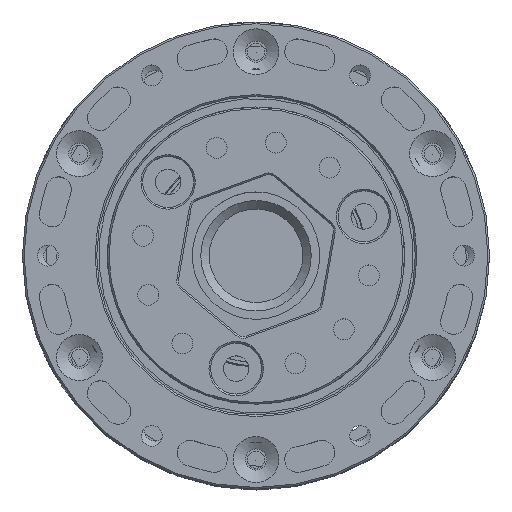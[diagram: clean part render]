
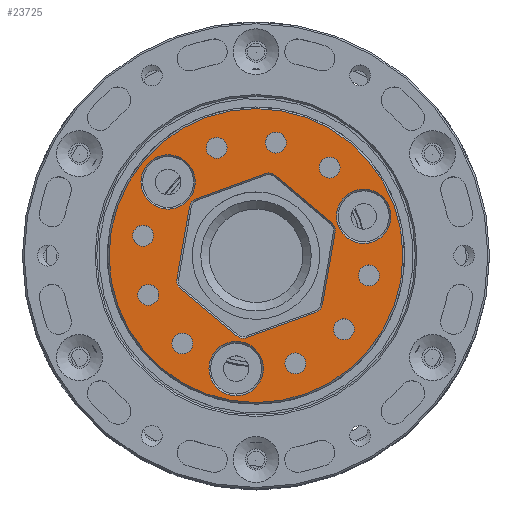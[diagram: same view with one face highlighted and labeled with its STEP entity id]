
A CAD part, top view. The second image highlights one B-rep face of the part: STEP entity #23725.
In plain terms, the highlighted planar face has unit normal (0, 0, 1).
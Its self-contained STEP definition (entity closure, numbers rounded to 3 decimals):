
#1064=LINE('',#35835,#3489);
#1065=LINE('',#35839,#3490);
#1066=LINE('',#35843,#3491);
#1067=LINE('',#35847,#3492);
#1068=LINE('',#35851,#3493);
#1069=LINE('',#35855,#3494);
#3489=VECTOR('',#28825,10.);
#3490=VECTOR('',#28828,10.);
#3491=VECTOR('',#28831,10.);
#3492=VECTOR('',#28834,10.);
#3493=VECTOR('',#28837,10.);
#3494=VECTOR('',#28840,10.);
#5609=FACE_BOUND('',#7399,.T.);
#5610=FACE_BOUND('',#7400,.T.);
#5611=FACE_BOUND('',#7401,.T.);
#5612=FACE_BOUND('',#7402,.T.);
#5613=FACE_BOUND('',#7403,.T.);
#5614=FACE_BOUND('',#7404,.T.);
#5615=FACE_BOUND('',#7405,.T.);
#5616=FACE_BOUND('',#7406,.T.);
#5617=FACE_BOUND('',#7407,.T.);
#5618=FACE_BOUND('',#7408,.T.);
#5619=FACE_BOUND('',#7409,.T.);
#5620=FACE_BOUND('',#7410,.T.);
#5621=FACE_BOUND('',#7411,.T.);
#6046=FACE_OUTER_BOUND('',#7398,.T.);
#7398=EDGE_LOOP('',(#16515));
#7399=EDGE_LOOP('',(#16516));
#7400=EDGE_LOOP('',(#16517,#16518,#16519,#16520,#16521,#16522,#16523,#16524,
#16525,#16526,#16527,#16528));
#7401=EDGE_LOOP('',(#16529));
#7402=EDGE_LOOP('',(#16530));
#7403=EDGE_LOOP('',(#16531));
#7404=EDGE_LOOP('',(#16532));
#7405=EDGE_LOOP('',(#16533));
#7406=EDGE_LOOP('',(#16534));
#7407=EDGE_LOOP('',(#16535));
#7408=EDGE_LOOP('',(#16536));
#7409=EDGE_LOOP('',(#16537));
#7410=EDGE_LOOP('',(#16538));
#7411=EDGE_LOOP('',(#16539));
#8933=CIRCLE('',#25751,3.2);
#8935=CIRCLE('',#25754,17.3);
#8936=CIRCLE('',#25755,3.2);
#8937=CIRCLE('',#25756,1.2);
#8938=CIRCLE('',#25757,1.2);
#8939=CIRCLE('',#25758,1.2);
#8940=CIRCLE('',#25759,1.2);
#8941=CIRCLE('',#25760,1.2);
#8942=CIRCLE('',#25761,1.2);
#8943=CIRCLE('',#25762,1.23);
#8944=CIRCLE('',#25763,1.23);
#8945=CIRCLE('',#25764,1.23);
#8946=CIRCLE('',#25765,1.23);
#8947=CIRCLE('',#25766,1.23);
#8948=CIRCLE('',#25767,1.23);
#8949=CIRCLE('',#25768,1.23);
#8950=CIRCLE('',#25769,1.23);
#8951=CIRCLE('',#25770,1.23);
#8952=CIRCLE('',#25771,3.2);
#9922=VERTEX_POINT('',#35823);
#9924=VERTEX_POINT('',#35829);
#9925=VERTEX_POINT('',#35831);
#9926=VERTEX_POINT('',#35833);
#9927=VERTEX_POINT('',#35834);
#9928=VERTEX_POINT('',#35836);
#9929=VERTEX_POINT('',#35838);
#9930=VERTEX_POINT('',#35840);
#9931=VERTEX_POINT('',#35842);
#9932=VERTEX_POINT('',#35844);
#9933=VERTEX_POINT('',#35846);
#9934=VERTEX_POINT('',#35848);
#9935=VERTEX_POINT('',#35850);
#9936=VERTEX_POINT('',#35852);
#9937=VERTEX_POINT('',#35854);
#9938=VERTEX_POINT('',#35857);
#9939=VERTEX_POINT('',#35859);
#9940=VERTEX_POINT('',#35861);
#9941=VERTEX_POINT('',#35863);
#9942=VERTEX_POINT('',#35865);
#9943=VERTEX_POINT('',#35867);
#9944=VERTEX_POINT('',#35869);
#9945=VERTEX_POINT('',#35871);
#9946=VERTEX_POINT('',#35873);
#9947=VERTEX_POINT('',#35875);
#12397=EDGE_CURVE('',#9922,#9922,#8933,.T.);
#12400=EDGE_CURVE('',#9924,#9924,#8935,.T.);
#12401=EDGE_CURVE('',#9925,#9925,#8936,.T.);
#12402=EDGE_CURVE('',#9926,#9927,#1064,.T.);
#12403=EDGE_CURVE('',#9928,#9926,#8937,.T.);
#12404=EDGE_CURVE('',#9929,#9928,#1065,.T.);
#12405=EDGE_CURVE('',#9930,#9929,#8938,.T.);
#12406=EDGE_CURVE('',#9931,#9930,#1066,.T.);
#12407=EDGE_CURVE('',#9932,#9931,#8939,.T.);
#12408=EDGE_CURVE('',#9933,#9932,#1067,.T.);
#12409=EDGE_CURVE('',#9934,#9933,#8940,.T.);
#12410=EDGE_CURVE('',#9935,#9934,#1068,.T.);
#12411=EDGE_CURVE('',#9936,#9935,#8941,.T.);
#12412=EDGE_CURVE('',#9937,#9936,#1069,.T.);
#12413=EDGE_CURVE('',#9927,#9937,#8942,.T.);
#12414=EDGE_CURVE('',#9938,#9938,#8943,.T.);
#12415=EDGE_CURVE('',#9939,#9939,#8944,.T.);
#12416=EDGE_CURVE('',#9940,#9940,#8945,.T.);
#12417=EDGE_CURVE('',#9941,#9941,#8946,.T.);
#12418=EDGE_CURVE('',#9942,#9942,#8947,.T.);
#12419=EDGE_CURVE('',#9943,#9943,#8948,.T.);
#12420=EDGE_CURVE('',#9944,#9944,#8949,.T.);
#12421=EDGE_CURVE('',#9945,#9945,#8950,.T.);
#12422=EDGE_CURVE('',#9946,#9946,#8951,.T.);
#12423=EDGE_CURVE('',#9947,#9947,#8952,.T.);
#16515=ORIENTED_EDGE('',*,*,#12400,.F.);
#16516=ORIENTED_EDGE('',*,*,#12401,.F.);
#16517=ORIENTED_EDGE('',*,*,#12402,.F.);
#16518=ORIENTED_EDGE('',*,*,#12403,.F.);
#16519=ORIENTED_EDGE('',*,*,#12404,.F.);
#16520=ORIENTED_EDGE('',*,*,#12405,.F.);
#16521=ORIENTED_EDGE('',*,*,#12406,.F.);
#16522=ORIENTED_EDGE('',*,*,#12407,.F.);
#16523=ORIENTED_EDGE('',*,*,#12408,.F.);
#16524=ORIENTED_EDGE('',*,*,#12409,.F.);
#16525=ORIENTED_EDGE('',*,*,#12410,.F.);
#16526=ORIENTED_EDGE('',*,*,#12411,.F.);
#16527=ORIENTED_EDGE('',*,*,#12412,.F.);
#16528=ORIENTED_EDGE('',*,*,#12413,.F.);
#16529=ORIENTED_EDGE('',*,*,#12414,.T.);
#16530=ORIENTED_EDGE('',*,*,#12415,.T.);
#16531=ORIENTED_EDGE('',*,*,#12416,.T.);
#16532=ORIENTED_EDGE('',*,*,#12417,.T.);
#16533=ORIENTED_EDGE('',*,*,#12418,.T.);
#16534=ORIENTED_EDGE('',*,*,#12419,.T.);
#16535=ORIENTED_EDGE('',*,*,#12420,.T.);
#16536=ORIENTED_EDGE('',*,*,#12421,.T.);
#16537=ORIENTED_EDGE('',*,*,#12422,.T.);
#16538=ORIENTED_EDGE('',*,*,#12423,.F.);
#16539=ORIENTED_EDGE('',*,*,#12397,.F.);
#21840=PLANE('',#25753);
#23725=ADVANCED_FACE('',(#6046,#5609,#5610,#5611,#5612,#5613,#5614,#5615,
#5616,#5617,#5618,#5619,#5620,#5621),#21840,.T.);
#25751=AXIS2_PLACEMENT_3D('',#35824,#28814,#28815);
#25753=AXIS2_PLACEMENT_3D('',#35828,#28819,#28820);
#25754=AXIS2_PLACEMENT_3D('',#35830,#28821,#28822);
#25755=AXIS2_PLACEMENT_3D('',#35832,#28823,#28824);
#25756=AXIS2_PLACEMENT_3D('',#35837,#28826,#28827);
#25757=AXIS2_PLACEMENT_3D('',#35841,#28829,#28830);
#25758=AXIS2_PLACEMENT_3D('',#35845,#28832,#28833);
#25759=AXIS2_PLACEMENT_3D('',#35849,#28835,#28836);
#25760=AXIS2_PLACEMENT_3D('',#35853,#28838,#28839);
#25761=AXIS2_PLACEMENT_3D('',#35856,#28841,#28842);
#25762=AXIS2_PLACEMENT_3D('',#35858,#28843,#28844);
#25763=AXIS2_PLACEMENT_3D('',#35860,#28845,#28846);
#25764=AXIS2_PLACEMENT_3D('',#35862,#28847,#28848);
#25765=AXIS2_PLACEMENT_3D('',#35864,#28849,#28850);
#25766=AXIS2_PLACEMENT_3D('',#35866,#28851,#28852);
#25767=AXIS2_PLACEMENT_3D('',#35868,#28853,#28854);
#25768=AXIS2_PLACEMENT_3D('',#35870,#28855,#28856);
#25769=AXIS2_PLACEMENT_3D('',#35872,#28857,#28858);
#25770=AXIS2_PLACEMENT_3D('',#35874,#28859,#28860);
#25771=AXIS2_PLACEMENT_3D('',#35876,#28861,#28862);
#28814=DIRECTION('center_axis',(0.,0.,1.));
#28815=DIRECTION('ref_axis',(0.866,-0.5,0.));
#28819=DIRECTION('center_axis',(0.,0.,1.));
#28820=DIRECTION('ref_axis',(1.,0.,0.));
#28821=DIRECTION('center_axis',(0.,0.,-1.));
#28822=DIRECTION('ref_axis',(1.,0.,0.));
#28823=DIRECTION('center_axis',(0.,0.,1.));
#28824=DIRECTION('ref_axis',(-0.866,0.5,0.));
#28825=DIRECTION('',(-0.866,0.5,0.));
#28826=DIRECTION('center_axis',(0.,0.,1.));
#28827=DIRECTION('ref_axis',(0.866,0.5,0.));
#28828=DIRECTION('',(0.,1.,0.));
#28829=DIRECTION('center_axis',(0.,0.,1.));
#28830=DIRECTION('ref_axis',(0.866,-0.5,0.));
#28831=DIRECTION('',(0.866,0.5,0.));
#28832=DIRECTION('center_axis',(0.,0.,1.));
#28833=DIRECTION('ref_axis',(0.,-1.,0.));
#28834=DIRECTION('',(0.866,-0.5,0.));
#28835=DIRECTION('center_axis',(0.,0.,1.));
#28836=DIRECTION('ref_axis',(-0.866,-0.5,0.));
#28837=DIRECTION('',(0.,-1.,0.));
#28838=DIRECTION('center_axis',(0.,0.,1.));
#28839=DIRECTION('ref_axis',(-0.866,0.5,0.));
#28840=DIRECTION('',(-0.866,-0.5,0.));
#28841=DIRECTION('center_axis',(0.,0.,1.));
#28842=DIRECTION('ref_axis',(0.,1.,0.));
#28843=DIRECTION('center_axis',(0.,0.,-1.));
#28844=DIRECTION('ref_axis',(1.,0.,0.));
#28845=DIRECTION('center_axis',(0.,0.,-1.));
#28846=DIRECTION('ref_axis',(0.5,0.866,0.));
#28847=DIRECTION('center_axis',(0.,0.,-1.));
#28848=DIRECTION('ref_axis',(0.,1.,0.));
#28849=DIRECTION('center_axis',(0.,0.,-1.));
#28850=DIRECTION('ref_axis',(-0.5,0.866,0.));
#28851=DIRECTION('center_axis',(0.,0.,-1.));
#28852=DIRECTION('ref_axis',(-1.,0.,0.));
#28853=DIRECTION('center_axis',(0.,0.,-1.));
#28854=DIRECTION('ref_axis',(-0.866,-0.5,0.));
#28855=DIRECTION('center_axis',(0.,0.,-1.));
#28856=DIRECTION('ref_axis',(-0.5,-0.866,0.));
#28857=DIRECTION('center_axis',(0.,0.,-1.));
#28858=DIRECTION('ref_axis',(0.5,-0.866,0.));
#28859=DIRECTION('center_axis',(0.,0.,-1.));
#28860=DIRECTION('ref_axis',(0.866,-0.5,0.));
#28861=DIRECTION('center_axis',(0.,0.,1.));
#28862=DIRECTION('ref_axis',(-0.866,0.5,0.));
#35823=CARTESIAN_POINT('',(-14.463,8.35,7.));
#35824=CARTESIAN_POINT('Origin',(-11.691,6.75,7.));
#35828=CARTESIAN_POINT('Origin',(0.,-0.06,7.));
#35829=CARTESIAN_POINT('',(-17.3,0.,7.));
#35830=CARTESIAN_POINT('Origin',(0.,0.,7.));
#35831=CARTESIAN_POINT('',(2.771,-15.1,7.));
#35832=CARTESIAN_POINT('Origin',(0.,-13.5,7.));
#35833=CARTESIAN_POINT('',(8.1,5.369,7.));
#35834=CARTESIAN_POINT('',(0.6,9.699,7.));
#35835=CARTESIAN_POINT('',(2.238,8.754,7.));
#35836=CARTESIAN_POINT('',(8.7,4.33,7.));
#35837=CARTESIAN_POINT('Origin',(7.5,4.33,7.));
#35838=CARTESIAN_POINT('',(8.7,-4.33,7.));
#35839=CARTESIAN_POINT('',(8.7,2.424,7.));
#35840=CARTESIAN_POINT('',(8.1,-5.369,7.));
#35841=CARTESIAN_POINT('Origin',(7.5,-4.33,7.));
#35842=CARTESIAN_POINT('',(0.6,-9.699,7.));
#35843=CARTESIAN_POINT('',(6.462,-6.315,7.));
#35844=CARTESIAN_POINT('',(-0.6,-9.699,7.));
#35845=CARTESIAN_POINT('Origin',(0.,-8.66,
7.));
#35846=CARTESIAN_POINT('',(-8.1,-5.369,7.));
#35847=CARTESIAN_POINT('',(-2.212,-8.769,7.));
#35848=CARTESIAN_POINT('',(-8.7,-4.33,7.));
#35849=CARTESIAN_POINT('Origin',(-7.5,-4.33,7.));
#35850=CARTESIAN_POINT('',(-8.7,4.33,7.));
#35851=CARTESIAN_POINT('',(-8.7,-2.484,7.));
#35852=CARTESIAN_POINT('',(-8.1,5.369,7.));
#35853=CARTESIAN_POINT('Origin',(-7.5,4.33,7.));
#35854=CARTESIAN_POINT('',(-0.6,9.699,7.));
#35855=CARTESIAN_POINT('',(-6.488,6.3,7.));
#35856=CARTESIAN_POINT('Origin',(0.,8.66,
7.));
#35857=CARTESIAN_POINT('',(-7.98,-11.691,7.));
#35858=CARTESIAN_POINT('Origin',(-6.75,-11.691,7.));
#35859=CARTESIAN_POINT('',(6.135,-12.756,7.));
#35860=CARTESIAN_POINT('Origin',(6.75,-11.691,7.));
#35861=CARTESIAN_POINT('',(11.691,-7.98,7.));
#35862=CARTESIAN_POINT('Origin',(11.691,-6.75,7.));
#35863=CARTESIAN_POINT('',(14.115,-1.065,7.));
#35864=CARTESIAN_POINT('Origin',(13.5,0.,7.));
#35865=CARTESIAN_POINT('',(7.98,11.691,7.));
#35866=CARTESIAN_POINT('Origin',(6.75,11.691,7.));
#35867=CARTESIAN_POINT('',(1.065,14.115,7.));
#35868=CARTESIAN_POINT('Origin',(0.,13.5,7.));
#35869=CARTESIAN_POINT('',(-6.135,12.756,7.));
#35870=CARTESIAN_POINT('Origin',(-6.75,11.691,7.));
#35871=CARTESIAN_POINT('',(-14.115,1.065,7.));
#35872=CARTESIAN_POINT('Origin',(-13.5,0.,7.));
#35873=CARTESIAN_POINT('',(-12.756,-6.135,7.));
#35874=CARTESIAN_POINT('Origin',(-11.691,-6.75,7.));
#35875=CARTESIAN_POINT('',(14.463,5.15,7.));
#35876=CARTESIAN_POINT('Origin',(11.691,6.75,7.));
